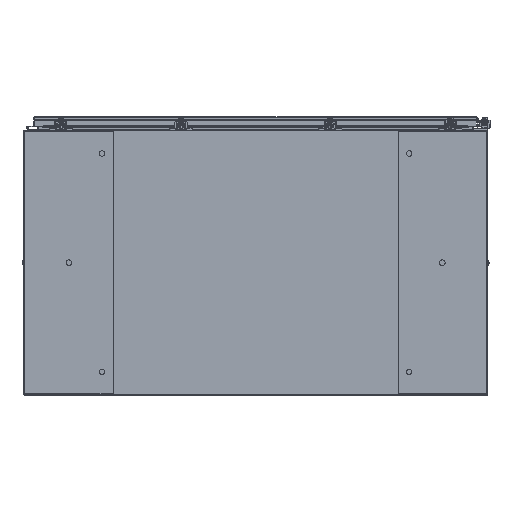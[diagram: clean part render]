
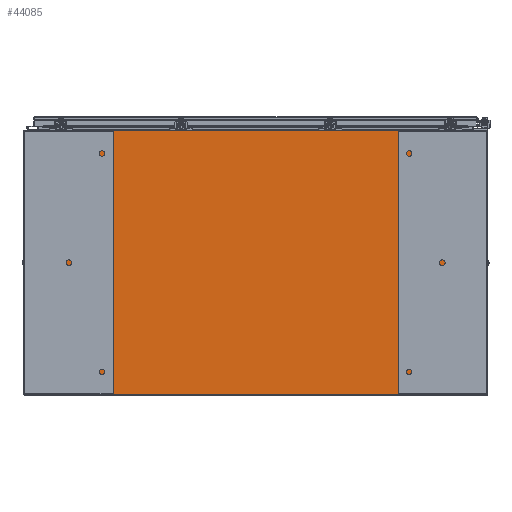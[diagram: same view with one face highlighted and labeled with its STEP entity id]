
A CAD part, front view. The second image highlights one B-rep face of the part: STEP entity #44085.
In plain terms, the highlighted face is planar.
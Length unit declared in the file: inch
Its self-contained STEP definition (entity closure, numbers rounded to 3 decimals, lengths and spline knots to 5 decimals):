
#104 = CARTESIAN_POINT ( 'NONE',  ( 19.6372, 0., 0. ) ) ;
#105 = EDGE_CURVE ( 'NONE', #50819, #39160, #35379, .T. ) ;
#752 = EDGE_CURVE ( 'NONE', #32185, #3295, #10211, .T. ) ;
#907 = DIRECTION ( 'NONE',  ( 0., 0., -1. ) ) ;
#3295 = VERTEX_POINT ( 'NONE', #53243 ) ;
#4054 = CIRCLE ( 'NONE', #69996, 0.01867 ) ;
#9614 = EDGE_CURVE ( 'NONE', #32075, #66828, #46019, .T. ) ;
#10211 = CIRCLE ( 'NONE', #36253, 0.01867 ) ;
#11575 = ORIENTED_EDGE ( 'NONE', *, *, #67956, .T. ) ;
#12241 = CARTESIAN_POINT ( 'NONE',  ( 20.9253, 0., -11.9253 ) ) ;
#12812 = LINE ( 'NONE', #15518, #28669 ) ;
#13056 = VERTEX_POINT ( 'NONE', #53775 ) ;
#14051 = DIRECTION ( 'NONE',  ( 1., 0., 0. ) ) ;
#15138 = DIRECTION ( 'NONE',  ( 1., 0., 0. ) ) ;
#15518 = CARTESIAN_POINT ( 'NONE',  ( -20.9253, 0., 11.9253 ) ) ;
#16028 = CARTESIAN_POINT ( 'NONE',  ( 20.9253, 0., 11.9253 ) ) ;
#17465 = CARTESIAN_POINT ( 'NONE',  ( -19.6372, 0., 11.9123 ) ) ;
#17782 = VECTOR ( 'NONE', #53403, 39.37008 ) ;
#18807 = ORIENTED_EDGE ( 'NONE', *, *, #24292, .F. ) ;
#20094 = VERTEX_POINT ( 'NONE', #12241 ) ;
#20546 = DIRECTION ( 'NONE',  ( 0., 0., 1. ) ) ;
#21044 = VECTOR ( 'NONE', #55894, 39.37008 ) ;
#21240 = DIRECTION ( 'NONE',  ( 1., 0., 0. ) ) ;
#21481 = CARTESIAN_POINT ( 'NONE',  ( 19.67455, 0., 11.9253 ) ) ;
#21895 = EDGE_CURVE ( 'NONE', #45198, #26471, #12812, .T. ) ;
#22305 = CARTESIAN_POINT ( 'NONE',  ( -19.6372, 0., 0. ) ) ;
#22544 = ORIENTED_EDGE ( 'NONE', *, *, #64068, .F. ) ;
#24182 = ORIENTED_EDGE ( 'NONE', *, *, #30549, .F. ) ;
#24292 = EDGE_CURVE ( 'NONE', #3295, #27491, #74053, .T. ) ;
#24488 = CARTESIAN_POINT ( 'NONE',  ( -19.6372, 0., 11.87495 ) ) ;
#24929 = VECTOR ( 'NONE', #41748, 39.37008 ) ;
#25985 = ORIENTED_EDGE ( 'NONE', *, *, #105, .T. ) ;
#26357 = CARTESIAN_POINT ( 'NONE',  ( 19.6372, 0., 11.9123 ) ) ;
#26442 = CARTESIAN_POINT ( 'NONE',  ( -20.9253, 0., -11.9253 ) ) ;
#26471 = VERTEX_POINT ( 'NONE', #39237 ) ;
#26756 = LINE ( 'NONE', #22305, #40527 ) ;
#27491 = VERTEX_POINT ( 'NONE', #50538 ) ;
#28103 = CARTESIAN_POINT ( 'NONE',  ( -20.9253, 0., -11.9253 ) ) ;
#28407 = LINE ( 'NONE', #16028, #44142 ) ;
#28669 = VECTOR ( 'NONE', #14051, 39.37008 ) ;
#30245 = VECTOR ( 'NONE', #21240, 39.37008 ) ;
#30539 = AXIS2_PLACEMENT_3D ( 'NONE', #69736, #34486, #75746 ) ;
#30549 = EDGE_CURVE ( 'NONE', #32075, #32185, #26756, .T. ) ;
#32022 = FACE_OUTER_BOUND ( 'NONE', #70762, .T. ) ;
#32075 = VERTEX_POINT ( 'NONE', #46502 ) ;
#32185 = VERTEX_POINT ( 'NONE', #24488 ) ;
#32441 = EDGE_CURVE ( 'NONE', #39160, #27491, #54202, .T. ) ;
#34346 = EDGE_CURVE ( 'NONE', #13056, #66828, #36878, .T. ) ;
#34486 = DIRECTION ( 'NONE',  ( 0., -1., 0. ) ) ;
#35379 = LINE ( 'NONE', #74496, #52994 ) ;
#36253 = AXIS2_PLACEMENT_3D ( 'NONE', #67067, #66805, #61282 ) ;
#36598 = DIRECTION ( 'NONE',  ( 0., 1., 0. ) ) ;
#36878 = LINE ( 'NONE', #104, #24929 ) ;
#39160 = VERTEX_POINT ( 'NONE', #55736 ) ;
#39237 = CARTESIAN_POINT ( 'NONE',  ( 20.9253, 0., 11.9253 ) ) ;
#39782 = DIRECTION ( 'NONE',  ( 0., 0., -1. ) ) ;
#40527 = VECTOR ( 'NONE', #39782, 39.37008 ) ;
#41734 = CARTESIAN_POINT ( 'NONE',  ( 19.67455, 0., 0. ) ) ;
#41748 = DIRECTION ( 'NONE',  ( 0., 0., 1. ) ) ;
#43556 = ORIENTED_EDGE ( 'NONE', *, *, #32441, .T. ) ;
#44085 = ADVANCED_FACE ( 'NONE', ( #32022 ), #46197, .F. ) ;
#44142 = VECTOR ( 'NONE', #45534, 39.37008 ) ;
#45198 = VERTEX_POINT ( 'NONE', #21481 ) ;
#45534 = DIRECTION ( 'NONE',  ( 0., 0., -1. ) ) ;
#46019 = LINE ( 'NONE', #17465, #30245 ) ;
#46197 = PLANE ( 'NONE',  #30539 ) ;
#46502 = CARTESIAN_POINT ( 'NONE',  ( -19.6372, 0., 11.9123 ) ) ;
#46993 = ORIENTED_EDGE ( 'NONE', *, *, #21895, .T. ) ;
#50538 = CARTESIAN_POINT ( 'NONE',  ( -19.67455, 0., 11.9253 ) ) ;
#50819 = VERTEX_POINT ( 'NONE', #28103 ) ;
#51233 = ORIENTED_EDGE ( 'NONE', *, *, #73980, .T. ) ;
#52994 = VECTOR ( 'NONE', #61229, 39.37008 ) ;
#53243 = CARTESIAN_POINT ( 'NONE',  ( -19.67455, 0., 11.87495 ) ) ;
#53403 = DIRECTION ( 'NONE',  ( 0., 0., -1. ) ) ;
#53775 = CARTESIAN_POINT ( 'NONE',  ( 19.6372, 0., 11.87495 ) ) ;
#53776 = EDGE_CURVE ( 'NONE', #45198, #69431, #68428, .T. ) ;
#53858 = ORIENTED_EDGE ( 'NONE', *, *, #34346, .F. ) ;
#54090 = ORIENTED_EDGE ( 'NONE', *, *, #9614, .T. ) ;
#54202 = LINE ( 'NONE', #56517, #67852 ) ;
#55736 = CARTESIAN_POINT ( 'NONE',  ( -20.9253, 0., 11.9253 ) ) ;
#55894 = DIRECTION ( 'NONE',  ( -1., 0., 0. ) ) ;
#56517 = CARTESIAN_POINT ( 'NONE',  ( -20.9253, 0., 11.9253 ) ) ;
#61229 = DIRECTION ( 'NONE',  ( 0., 0., 1. ) ) ;
#61282 = DIRECTION ( 'NONE',  ( 0., 0., -1. ) ) ;
#61780 = CARTESIAN_POINT ( 'NONE',  ( -19.67455, 0., 0. ) ) ;
#64068 = EDGE_CURVE ( 'NONE', #69431, #13056, #4054, .T. ) ;
#64956 = ORIENTED_EDGE ( 'NONE', *, *, #53776, .F. ) ;
#65712 = VECTOR ( 'NONE', #20546, 39.37008 ) ;
#65732 = CARTESIAN_POINT ( 'NONE',  ( 19.67455, 0., 11.87495 ) ) ;
#66805 = DIRECTION ( 'NONE',  ( 0., 1., 0. ) ) ;
#66828 = VERTEX_POINT ( 'NONE', #26357 ) ;
#67067 = CARTESIAN_POINT ( 'NONE',  ( -19.65587, 0., 11.87495 ) ) ;
#67852 = VECTOR ( 'NONE', #15138, 39.37008 ) ;
#67956 = EDGE_CURVE ( 'NONE', #26471, #20094, #28407, .T. ) ;
#68428 = LINE ( 'NONE', #41734, #17782 ) ;
#69431 = VERTEX_POINT ( 'NONE', #65732 ) ;
#69736 = CARTESIAN_POINT ( 'NONE',  ( 0., 0., 0. ) ) ;
#69794 = LINE ( 'NONE', #26442, #21044 ) ;
#69996 = AXIS2_PLACEMENT_3D ( 'NONE', #71876, #36598, #907 ) ;
#70762 = EDGE_LOOP ( 'NONE', ( #18807, #74574, #24182, #54090, #53858, #22544, #64956, #46993, #11575, #51233, #25985, #43556 ) ) ;
#71876 = CARTESIAN_POINT ( 'NONE',  ( 19.65588, 0., 11.87495 ) ) ;
#73980 = EDGE_CURVE ( 'NONE', #20094, #50819, #69794, .T. ) ;
#74053 = LINE ( 'NONE', #61780, #65712 ) ;
#74496 = CARTESIAN_POINT ( 'NONE',  ( -20.9253, 0., 11.9253 ) ) ;
#74574 = ORIENTED_EDGE ( 'NONE', *, *, #752, .F. ) ;
#75746 = DIRECTION ( 'NONE',  ( 0., 0., -1. ) ) ;
